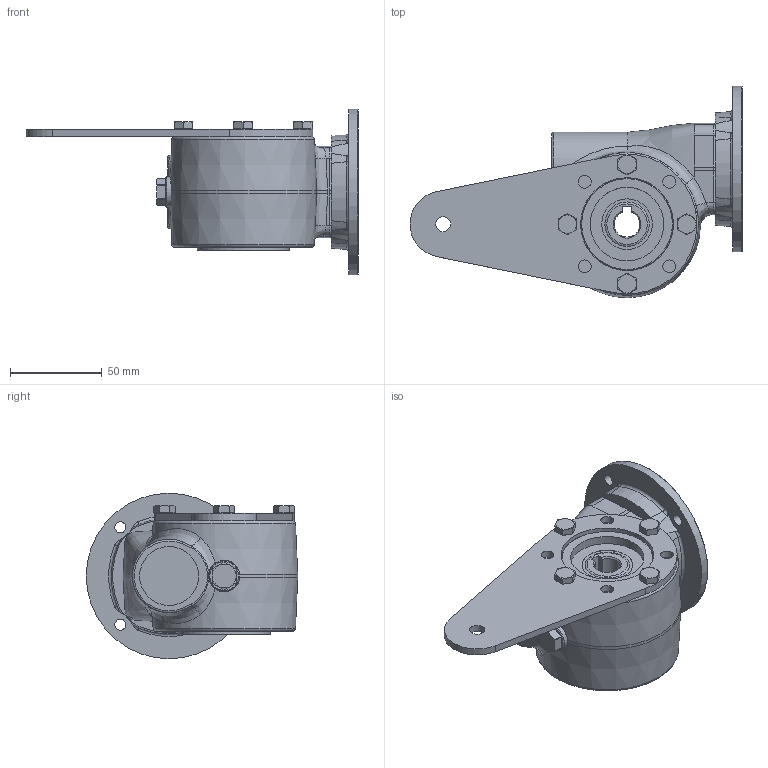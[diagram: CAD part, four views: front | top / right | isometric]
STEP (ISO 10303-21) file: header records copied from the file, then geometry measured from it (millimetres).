
FILE_DESCRIPTION( ( 'Unknown' ), '1' );
FILE_NAME( '538B6010BCD2C9D5A169AA5BC314A1.3d.stp', 'Unknown', ( 'Unknown' ), ( 'Unknown' ), 'PSStep 10.1', 'Unknown', ' ' );
FILE_SCHEMA( ( 'AUTOMOTIVE_DESIGN { 1 0 10303 214 1 1 1 1 }' ) );
Length unit declared in the file: millimetre
Products named in the file (1): N308800
Bounding box: 180.5 x 114.96 x 90 mm (x, y, z)
Volume: 421100.4 mm3; surface area: 65136.2 mm2
Topology: 1 solids, 17 shells, 408 faces, 949 edges, 606 vertices
Faces by surface type: plane 146, cylinder 99, cone 87, bspline 42, torus 34
Full cylindrical faces by diameter (mm): 4.917 x12, 6 x12, 6.5 x4, 7 x8, 8.2 x1, 8.9 x4, 10 x4, 11 x4, 16.662 x1, 17 x1, 20 x1, 27.5 x2, 30 x1, 32 x1, 40 x1, 47 x1, 50 x2, 50.5 x1, 90 x1
Entity records: 18792 total; most frequent: CARTESIAN_POINT 7410, DIRECTION 1618, ORIENTED_EDGE 1516, EDGE_CURVE 758, AXIS2_PLACEMENT_3D 703, EDGE_LOOP 585, VERTEX_POINT 545, FACE_OUTER_BOUND 489
